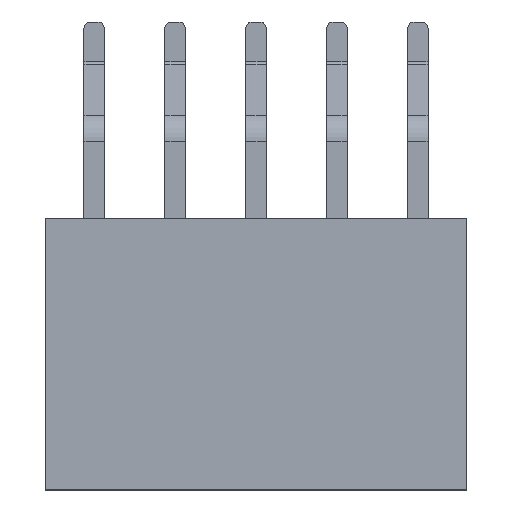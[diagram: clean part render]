
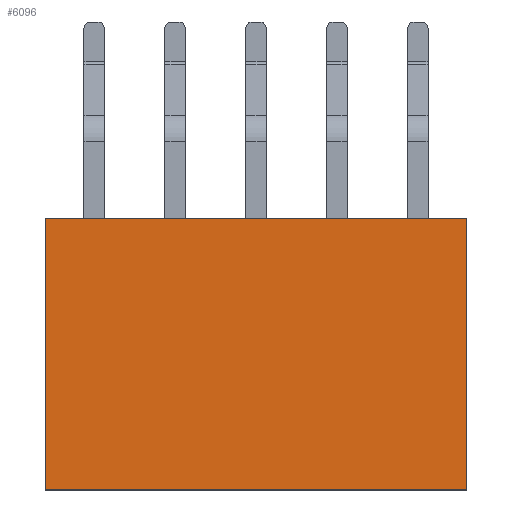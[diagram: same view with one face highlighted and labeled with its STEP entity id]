
A CAD part, top view. The second image highlights one B-rep face of the part: STEP entity #6096.
In plain terms, the highlighted planar face has unit normal (0, 0, 1).
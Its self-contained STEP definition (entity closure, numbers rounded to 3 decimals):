
#366=ORIENTED_EDGE('',*,*,#2142,.F.);
#367=ORIENTED_EDGE('',*,*,#2077,.F.);
#368=ORIENTED_EDGE('',*,*,#2143,.T.);
#369=ORIENTED_EDGE('',*,*,#2132,.T.);
#2077=EDGE_CURVE('',#2965,#2963,#3527,.T.);
#2132=EDGE_CURVE('',#3021,#3020,#3582,.T.);
#2142=EDGE_CURVE('',#2963,#3020,#3592,.T.);
#2143=EDGE_CURVE('',#2965,#3021,#3593,.T.);
#2963=VERTEX_POINT('',#9296);
#2965=VERTEX_POINT('',#9300);
#3020=VERTEX_POINT('',#9419);
#3021=VERTEX_POINT('',#9421);
#3527=LINE('',#9301,#4361);
#3582=LINE('',#9420,#4416);
#3592=LINE('',#9442,#4426);
#3593=LINE('',#9443,#4427);
#4361=VECTOR('',#7511,1000.);
#4416=VECTOR('',#7584,1000.);
#4426=VECTOR('',#7600,1000.);
#4427=VECTOR('',#7601,1000.);
#5078=EDGE_LOOP('',(#366,#367,#368,#369));
#5442=FACE_BOUND('',#5078,.T.);
#5786=PLANE('',#6963);
#6096=ADVANCED_FACE('',(#5442),#5786,.T.);
#6963=AXIS2_PLACEMENT_3D('',#9441,#7598,#7599);
#7511=DIRECTION('',(-1.,0.,0.));
#7584=DIRECTION('',(-1.,0.,0.));
#7598=DIRECTION('',(0.,0.,1.));
#7599=DIRECTION('',(0.,-1.,0.));
#7600=DIRECTION('',(0.,1.,0.));
#7601=DIRECTION('',(0.,1.,0.));
#9296=CARTESIAN_POINT('',(-6.6,-4.25,2.5));
#9300=CARTESIAN_POINT('',(6.6,-4.25,2.5));
#9301=CARTESIAN_POINT('',(6.6,-4.25,2.5));
#9419=CARTESIAN_POINT('',(-6.6,4.25,2.5));
#9420=CARTESIAN_POINT('',(6.6,4.25,2.5));
#9421=CARTESIAN_POINT('',(6.6,4.25,2.5));
#9441=CARTESIAN_POINT('',(6.6,-4.25,2.5));
#9442=CARTESIAN_POINT('',(-6.6,-4.25,2.5));
#9443=CARTESIAN_POINT('',(6.6,-4.25,2.5));
